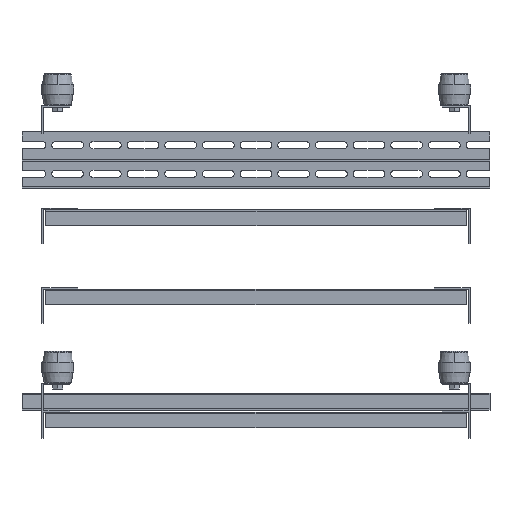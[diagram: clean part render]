
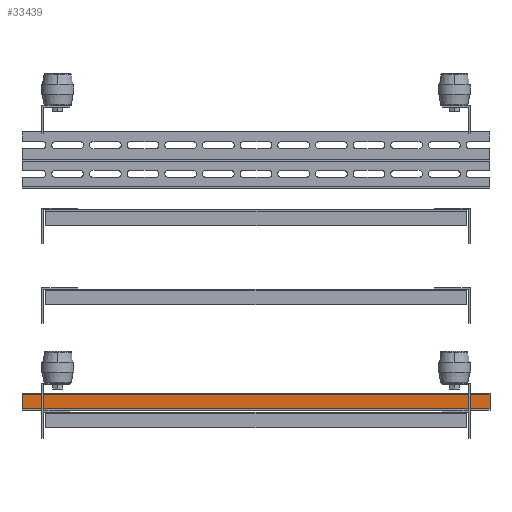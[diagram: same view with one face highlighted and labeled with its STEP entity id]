
A CAD part, front view. The second image highlights one B-rep face of the part: STEP entity #33439.
In plain terms, the highlighted planar face has unit normal (0, -1, 0).
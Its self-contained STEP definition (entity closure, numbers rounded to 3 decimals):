
#757 = VECTOR ( 'NONE', #9908, 1000. ) ;
#2623 = VECTOR ( 'NONE', #41524, 1000. ) ;
#3258 = VERTEX_POINT ( 'NONE', #9910 ) ;
#5144 = CARTESIAN_POINT ( 'NONE',  ( 405.112, -87.388, 1023. ) ) ;
#5682 = DIRECTION ( 'NONE',  ( 0., 0., 1. ) ) ;
#5825 = ORIENTED_EDGE ( 'NONE', *, *, #8935, .F. ) ;
#5922 = VERTEX_POINT ( 'NONE', #19962 ) ;
#8935 = EDGE_CURVE ( 'NONE', #5922, #3258, #35364, .T. ) ;
#9908 = DIRECTION ( 'NONE',  ( 0., 0., 1. ) ) ;
#9910 = CARTESIAN_POINT ( 'NONE',  ( -184.888, -87.388, 1043. ) ) ;
#10639 = VECTOR ( 'NONE', #18270, 1000. ) ;
#10870 = PLANE ( 'NONE',  #34021 ) ;
#12615 = CARTESIAN_POINT ( 'NONE',  ( 405.112, -87.388, 1043. ) ) ;
#13406 = LINE ( 'NONE', #5144, #757 ) ;
#14319 = EDGE_LOOP ( 'NONE', ( #36199, #17678, #5825, #34853 ) ) ;
#15162 = EDGE_CURVE ( 'NONE', #15633, #3258, #48503, .T. ) ;
#15633 = VERTEX_POINT ( 'NONE', #12615 ) ;
#17678 = ORIENTED_EDGE ( 'NONE', *, *, #15162, .T. ) ;
#18270 = DIRECTION ( 'NONE',  ( -1., 0., 0. ) ) ;
#19962 = CARTESIAN_POINT ( 'NONE',  ( -184.888, -87.388, 1023. ) ) ;
#20388 = DIRECTION ( 'NONE',  ( -1., 0., 0. ) ) ;
#23895 = EDGE_CURVE ( 'NONE', #34963, #15633, #13406, .T. ) ;
#29079 = CARTESIAN_POINT ( 'NONE',  ( -184.888, -87.388, 1023. ) ) ;
#29313 = LINE ( 'NONE', #36948, #2623 ) ;
#33439 = ADVANCED_FACE ( 'NONE', ( #35804 ), #10870, .F. ) ;
#34021 = AXIS2_PLACEMENT_3D ( 'NONE', #44039, #48829, #20388 ) ;
#34853 = ORIENTED_EDGE ( 'NONE', *, *, #51228, .T. ) ;
#34963 = VERTEX_POINT ( 'NONE', #41090 ) ;
#35364 = LINE ( 'NONE', #29079, #46506 ) ;
#35804 = FACE_OUTER_BOUND ( 'NONE', #14319, .T. ) ;
#36199 = ORIENTED_EDGE ( 'NONE', *, *, #23895, .T. ) ;
#36948 = CARTESIAN_POINT ( 'NONE',  ( -184.888, -87.388, 1023. ) ) ;
#41090 = CARTESIAN_POINT ( 'NONE',  ( 405.112, -87.388, 1023. ) ) ;
#41524 = DIRECTION ( 'NONE',  ( 1., 0., 0. ) ) ;
#44039 = CARTESIAN_POINT ( 'NONE',  ( -184.888, -87.388, 1023. ) ) ;
#46506 = VECTOR ( 'NONE', #5682, 1000. ) ;
#48503 = LINE ( 'NONE', #56191, #10639 ) ;
#48829 = DIRECTION ( 'NONE',  ( 0., 1., 0. ) ) ;
#51228 = EDGE_CURVE ( 'NONE', #5922, #34963, #29313, .T. ) ;
#56191 = CARTESIAN_POINT ( 'NONE',  ( -184.888, -87.388, 1043. ) ) ;
